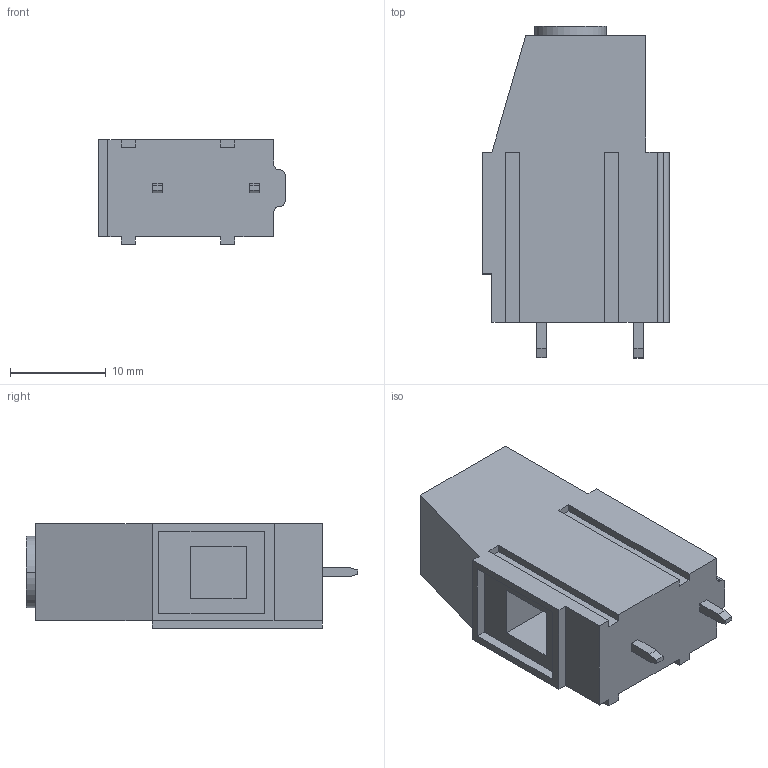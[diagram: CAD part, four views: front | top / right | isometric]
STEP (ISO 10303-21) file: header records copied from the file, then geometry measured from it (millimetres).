
FILE_DESCRIPTION (( 'STEP AP203' ), '1' );
FILE_NAME ('MODÜLER BASKILI DEVRE KLEMENSI - 10,16 MM 1 li.STEP', '2018-10-02T13:18:20', ( 'user' ), ( '' ), 'SwSTEP 2.0', 'SolidWorks 2016', '' );
FILE_SCHEMA (( 'CONFIG_CONTROL_DESIGN' ));
Length unit declared in the file: millimetre
Products named in the file (1): MODÜLER BASKILI DEVRE KLEMENSI - 10,16 MM  1 li
Bounding box: 19.5 x 34.75 x 10.96 mm (x, y, z)
Volume: 4580.9 mm3; surface area: 2544.7 mm2
Topology: 1 solids, 1 shells, 68 faces, 180 edges, 120 vertices
Faces by surface type: plane 60, cylinder 8
Entity records: 2161 total; most frequent: CARTESIAN_POINT 369, ORIENTED_EDGE 360, DIRECTION 338, EDGE_CURVE 180, VECTOR 160, LINE 160, VERTEX_POINT 120, AXIS2_PLACEMENT_3D 89
